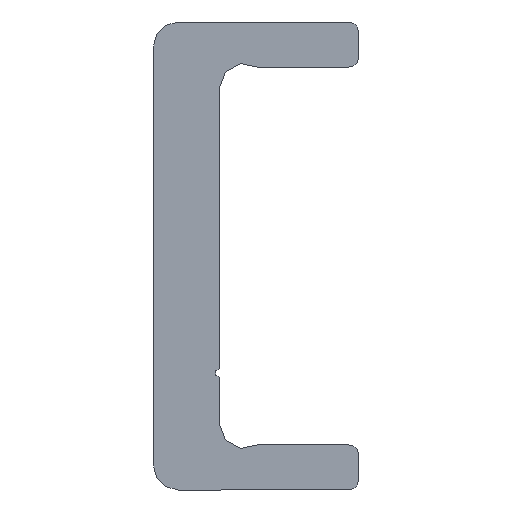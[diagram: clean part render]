
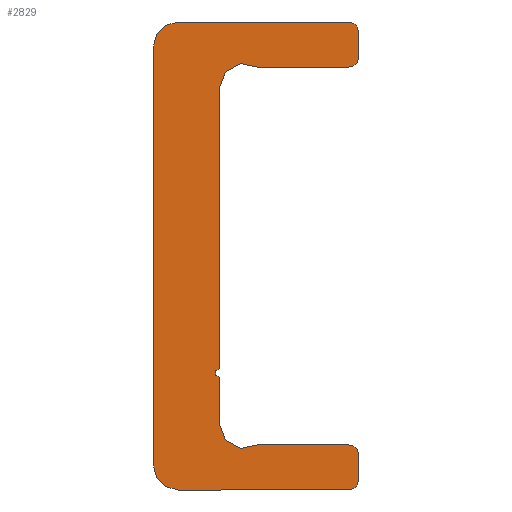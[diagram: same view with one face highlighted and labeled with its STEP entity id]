
A CAD part, left-side view. The second image highlights one B-rep face of the part: STEP entity #2829.
In plain terms, the highlighted planar face has unit normal (-1, 0, 0).
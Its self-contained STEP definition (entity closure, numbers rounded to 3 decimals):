
#2003=CARTESIAN_POINT('',(0.0,2.2,10.03));
#2004=VERTEX_POINT('',#2003);
#2011=CARTESIAN_POINT('',(0.0,2.2,-6.75));
#2012=VERTEX_POINT('',#2011);
#2013=CARTESIAN_POINT('',(0.0,2.2,10.03));
#2014=DIRECTION('',(0.0,0.0,-1.0));
#2015=VECTOR('',#2014,16.78);
#2016=LINE('',#2013,#2015);
#2017=EDGE_CURVE('',#2004,#2012,#2016,.T.);
#2162=CARTESIAN_POINT('',(0.0,-0.098,11.3));
#2163=VERTEX_POINT('',#2162);
#2170=CARTESIAN_POINT('',(0.0,0.7,10.03));
#2171=DIRECTION('',(-1.0,0.0,0.0));
#2172=DIRECTION('',(0.0,-1.0,0.0));
#2173=AXIS2_PLACEMENT_3D('',#2170,#2171,#2172);
#2174=CIRCLE('',#2173,1.5);
#2175=EDGE_CURVE('',#2163,#2004,#2174,.T.);
#2194=CARTESIAN_POINT('',(0.0,-5.55,11.3));
#2195=VERTEX_POINT('',#2194);
#2202=CARTESIAN_POINT('',(0.0,-5.55,11.3));
#2203=DIRECTION('',(0.0,1.0,0.0));
#2204=VECTOR('',#2203,5.452);
#2205=LINE('',#2202,#2204);
#2206=EDGE_CURVE('',#2195,#2163,#2205,.T.);
#2226=CARTESIAN_POINT('',(0.0,-6.15,11.9));
#2227=VERTEX_POINT('',#2226);
#2234=CARTESIAN_POINT('',(0.0,-5.55,11.9));
#2235=DIRECTION('',(1.0,0.0,0.0));
#2236=DIRECTION('',(0.0,-1.0,0.0));
#2237=AXIS2_PLACEMENT_3D('',#2234,#2235,#2236);
#2238=CIRCLE('',#2237,0.6);
#2239=EDGE_CURVE('',#2227,#2195,#2238,.T.);
#2258=CARTESIAN_POINT('',(0.0,-6.15,13.4));
#2259=VERTEX_POINT('',#2258);
#2266=CARTESIAN_POINT('',(0.0,-6.15,13.4));
#2267=DIRECTION('',(0.0,0.0,-1.0));
#2268=VECTOR('',#2267,1.5);
#2269=LINE('',#2266,#2268);
#2270=EDGE_CURVE('',#2259,#2227,#2269,.T.);
#2290=CARTESIAN_POINT('',(0.0,-5.55,14.));
#2291=VERTEX_POINT('',#2290);
#2298=CARTESIAN_POINT('',(0.0,-5.55,13.4));
#2299=DIRECTION('',(1.0,0.0,0.0));
#2300=DIRECTION('',(0.0,0.0,1.0));
#2301=AXIS2_PLACEMENT_3D('',#2298,#2299,#2300);
#2302=CIRCLE('',#2301,0.6);
#2303=EDGE_CURVE('',#2291,#2259,#2302,.T.);
#2322=CARTESIAN_POINT('',(0.0,4.65,14.));
#2323=VERTEX_POINT('',#2322);
#2330=CARTESIAN_POINT('',(0.0,4.65,14.));
#2331=DIRECTION('',(0.0,-1.0,0.0));
#2332=VECTOR('',#2331,10.2);
#2333=LINE('',#2330,#2332);
#2334=EDGE_CURVE('',#2323,#2291,#2333,.T.);
#2354=CARTESIAN_POINT('',(0.0,6.15,12.5));
#2355=VERTEX_POINT('',#2354);
#2362=CARTESIAN_POINT('',(0.0,4.65,12.5));
#2363=DIRECTION('',(1.0,0.0,0.0));
#2364=DIRECTION('',(0.0,1.0,0.0));
#2365=AXIS2_PLACEMENT_3D('',#2362,#2363,#2364);
#2366=CIRCLE('',#2365,1.5);
#2367=EDGE_CURVE('',#2355,#2323,#2366,.T.);
#2386=CARTESIAN_POINT('',(0.0,6.15,-12.5));
#2387=VERTEX_POINT('',#2386);
#2394=CARTESIAN_POINT('',(0.0,6.15,-12.5));
#2395=DIRECTION('',(0.0,0.0,1.0));
#2396=VECTOR('',#2395,25.);
#2397=LINE('',#2394,#2396);
#2398=EDGE_CURVE('',#2387,#2355,#2397,.T.);
#2538=CARTESIAN_POINT('',(0.0,4.65,-14.));
#2539=VERTEX_POINT('',#2538);
#2546=CARTESIAN_POINT('',(0.0,4.65,-12.5));
#2547=DIRECTION('',(1.0,0.0,0.0));
#2548=DIRECTION('',(0.0,0.0,-1.0));
#2549=AXIS2_PLACEMENT_3D('',#2546,#2547,#2548);
#2550=CIRCLE('',#2549,1.5);
#2551=EDGE_CURVE('',#2539,#2387,#2550,.T.);
#2570=CARTESIAN_POINT('',(0.0,-5.55,-14.));
#2571=VERTEX_POINT('',#2570);
#2578=CARTESIAN_POINT('',(0.0,-5.55,-14.));
#2579=DIRECTION('',(0.0,1.0,0.0));
#2580=VECTOR('',#2579,10.2);
#2581=LINE('',#2578,#2580);
#2582=EDGE_CURVE('',#2571,#2539,#2581,.T.);
#2602=CARTESIAN_POINT('',(0.0,-6.15,-13.4));
#2603=VERTEX_POINT('',#2602);
#2610=CARTESIAN_POINT('',(0.0,-5.55,-13.4));
#2611=DIRECTION('',(1.0,0.0,0.0));
#2612=DIRECTION('',(0.0,-1.0,0.0));
#2613=AXIS2_PLACEMENT_3D('',#2610,#2611,#2612);
#2614=CIRCLE('',#2613,0.6);
#2615=EDGE_CURVE('',#2603,#2571,#2614,.T.);
#2634=CARTESIAN_POINT('',(0.0,-6.15,-11.9));
#2635=VERTEX_POINT('',#2634);
#2642=CARTESIAN_POINT('',(0.0,-6.15,-11.9));
#2643=DIRECTION('',(0.0,0.0,-1.0));
#2644=VECTOR('',#2643,1.5);
#2645=LINE('',#2642,#2644);
#2646=EDGE_CURVE('',#2635,#2603,#2645,.T.);
#2666=CARTESIAN_POINT('',(0.0,-5.55,-11.3));
#2667=VERTEX_POINT('',#2666);
#2674=CARTESIAN_POINT('',(0.0,-5.55,-11.9));
#2675=DIRECTION('',(1.0,0.0,0.0));
#2676=DIRECTION('',(0.0,0.0,1.0));
#2677=AXIS2_PLACEMENT_3D('',#2674,#2675,#2676);
#2678=CIRCLE('',#2677,0.6);
#2679=EDGE_CURVE('',#2667,#2635,#2678,.T.);
#2698=CARTESIAN_POINT('',(0.0,-0.098,-11.3));
#2699=VERTEX_POINT('',#2698);
#2706=CARTESIAN_POINT('',(0.0,-0.098,-11.3));
#2707=DIRECTION('',(0.0,-1.0,0.0));
#2708=VECTOR('',#2707,5.452);
#2709=LINE('',#2706,#2708);
#2710=EDGE_CURVE('',#2699,#2667,#2709,.T.);
#2730=CARTESIAN_POINT('',(0.0,2.2,-10.03));
#2731=VERTEX_POINT('',#2730);
#2738=CARTESIAN_POINT('',(0.0,0.7,-10.03));
#2739=DIRECTION('',(-1.0,0.0,0.0));
#2740=DIRECTION('',(0.0,0.532,0.847));
#2741=AXIS2_PLACEMENT_3D('',#2738,#2739,#2740);
#2742=CIRCLE('',#2741,1.5);
#2743=EDGE_CURVE('',#2731,#2699,#2742,.T.);
#2762=CARTESIAN_POINT('',(0.0,2.2,-7.25));
#2763=VERTEX_POINT('',#2762);
#2770=CARTESIAN_POINT('',(0.0,2.2,-7.25));
#2771=DIRECTION('',(0.0,0.0,-1.0));
#2772=VECTOR('',#2771,2.78);
#2773=LINE('',#2770,#2772);
#2774=EDGE_CURVE('',#2763,#2731,#2773,.T.);
#2793=CARTESIAN_POINT('',(0.0,2.2,-7.));
#2794=DIRECTION('',(-1.0,0.0,0.0));
#2795=DIRECTION('',(0.0,0.0,1.0));
#2796=AXIS2_PLACEMENT_3D('',#2793,#2794,#2795);
#2797=CIRCLE('',#2796,0.25);
#2798=EDGE_CURVE('',#2012,#2763,#2797,.T.);
#2804=CARTESIAN_POINT('',(0.0,1.611,-0.021));
#2805=DIRECTION('',(1.0,0.0,0.0));
#2806=DIRECTION('',(0.0,0.0,-1.0));
#2807=AXIS2_PLACEMENT_3D('',#2804,#2805,#2806);
#2808=PLANE('',#2807);
#2809=ORIENTED_EDGE('',*,*,#2798,.F.);
#2810=ORIENTED_EDGE('',*,*,#2017,.F.);
#2811=ORIENTED_EDGE('',*,*,#2175,.F.);
#2812=ORIENTED_EDGE('',*,*,#2206,.F.);
#2813=ORIENTED_EDGE('',*,*,#2239,.F.);
#2814=ORIENTED_EDGE('',*,*,#2270,.F.);
#2815=ORIENTED_EDGE('',*,*,#2303,.F.);
#2816=ORIENTED_EDGE('',*,*,#2334,.F.);
#2817=ORIENTED_EDGE('',*,*,#2367,.F.);
#2818=ORIENTED_EDGE('',*,*,#2398,.F.);
#2819=ORIENTED_EDGE('',*,*,#2551,.F.);
#2820=ORIENTED_EDGE('',*,*,#2582,.F.);
#2821=ORIENTED_EDGE('',*,*,#2615,.F.);
#2822=ORIENTED_EDGE('',*,*,#2646,.F.);
#2823=ORIENTED_EDGE('',*,*,#2679,.F.);
#2824=ORIENTED_EDGE('',*,*,#2710,.F.);
#2825=ORIENTED_EDGE('',*,*,#2743,.F.);
#2826=ORIENTED_EDGE('',*,*,#2774,.F.);
#2827=EDGE_LOOP('',(#2809,#2810,#2811,#2812,#2813,#2814,#2815,#2816,#2817,#2818,#2819,#2820,#2821,#2822,#2823,#2824,#2825,#2826));
#2828=FACE_OUTER_BOUND('',#2827,.T.);
#2829=ADVANCED_FACE('',(#2828),#2808,.F.);
